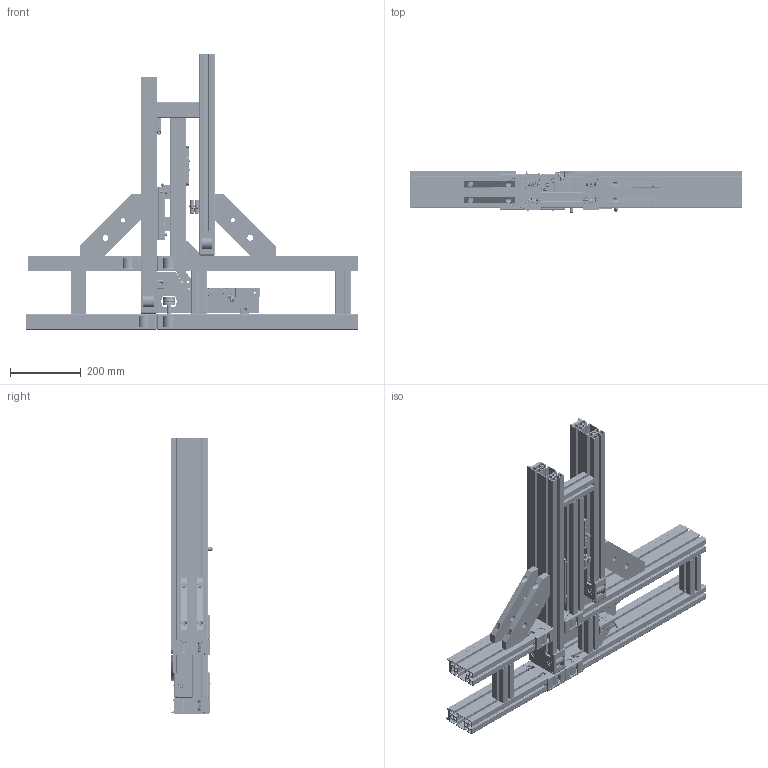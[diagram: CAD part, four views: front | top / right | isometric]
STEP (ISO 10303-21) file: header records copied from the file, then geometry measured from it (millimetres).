
FILE_DESCRIPTION(/* description */ ('TSG'),/* implementation_level */ '2;1');
FILE_NAME(/* name */ '43-0073-0FZ-01_Ausschleusung 200 links.step',/* time_stamp */ '2024-03-01T11:48:13+01:00',/* author */ ('MuellerJ'),/* organization */ ('MiniTec GmbH & Co.KG'),/* preprocessor_version */ 'ST-DEVELOPER v19.2',/* originating_system */ 'Autodesk Inventor 2023',/* authorisation */ '');
FILE_SCHEMA (('CONFIG_CONTROL_DESIGN'));
Products named in the file (100): 43-0073-0FZ.000; 20-1032-0FZ.001; 20-1032-0FZ.001_1; 43-1410-0FZ.006; 43-1410-0FZ.006_1; 20-1032-0FZ.001_2; 43-1410-0FZ.006_2; 20-1032-0FZ.001_3; 43-1410-0FZ.006_3; 43-1410-0FZ.006_4; 20-1033-0FZ.001; MTW_1-00215609; leer; 43-1101-0BG.002; 43-1101-1FZ.001; MTW_1-00207832; MTW_1-00101639; leer_1; 43-1104-0FZ.003; leer_2; leer_3; 43-1106-0FZ.001; leer_4; 43-1107-0FZ.001; leer_5; leer_6; leer_7; CAD-000000094-01; leer_8; 21-1351-2FZ.005; 21-1784-1FZ.000; leer_9; CAD-000000094-01_1; leer_10; 21-1134-1FZ.002; leer_11; CAD-000000094-01_2; 22-1004-1FZ.001; leer_12; MTW_1-00211216 ...
Assembly tree (182 placements, depth 3):
  43-0073-0FZ.000
    20-1032-0FZ.001
    20-1032-0FZ.001_1
    43-1410-0FZ.006
    43-1410-0FZ.006_1
    20-1033-0FZ.001  x2
    MTW_1-00215609  x5
      43-1101-1FZ.001
      MTW_1-00101639
      leer
      43-1104-0FZ.003
      leer_2
      leer_3
    20-1032-0FZ.001_3  x3
    20-1032-0FZ.001_2
    43-1410-0FZ.006_3  x2
    43-1410-0FZ.006_2
    CAD-000000094-01  x2
    43-1410-0FZ.006_4
    43-1101-0BG.002
      43-1101-1FZ.001  x2
      MTW_1-00207832
      MTW_1-00101639
      leer_1  x4
      43-1104-0FZ.003  x2
      leer_2  x2
      leer_3  x2
      43-1106-0FZ.001
      leer_4
      43-1107-0FZ.001
      leer_5  x3
      leer_6  x3
      leer_7
    leer_8  x4
      21-1351-2FZ.005
      21-1784-1FZ.000
      leer_9
    CAD-000000094-01_1
    leer_10
      21-1351-0FZ  x2
      21-1134-1FZ.002
      leer_11  x2
    CAD-000000094-01_2
    22-1004-1FZ.001
    leer_12  x2
    MTW_1-00211216
      FK-00310224
      FK-00308766  x3
      FK-00310112  x2
      540897 VMPA-HBT-B---(HHB)  x2
    21-1351-0FZ.004  x2
    leer_13  x2
    21-1351-2FZ.005_2  x4
    leer_14  x2
    leer_15
      leer_16
      leer_17
      leer_18  x2
    21-1351-2FZ.005_1  x2
    717035-010-00.007-00
Bounding box: 940 x 119.9 x 780 mm (x, y, z)
Volume: 7481360.1 mm3; surface area: 4207491.1 mm2
Topology: 247 solids, 273 shells, 9731 faces, 26059 edges, 17327 vertices
Faces by surface type: plane 5184, cylinder 2931, cone 688, torus 682, sphere 212, bspline 34
Full cylindrical faces by diameter (mm): 1 x6, 1.6 x4, 1.8 x2, 2 x3, 2.459 x10, 2.46 x2, 2.9 x2, 3 x20, 3.2 x8, 3.242 x13, 3.333 x4, 3.4 x12, 3.5 x19, 3.6 x2, 3.8 x4, 3.9 x2, 4 x26, 4.134 x44, 4.3 x8, 4.5 x6, 4.917 x7, 5 x51, 5.2 x2, 5.3 x1, 5.5 x32, 5.8 x5, 6 x53, 6.4 x2, 6.5 x10, 6.58 x3
Entity records: 138958 total; most frequent: CARTESIAN_POINT 26347, DIRECTION 22811, ORIENTED_EDGE 22252, EDGE_CURVE 11126, AXIS2_PLACEMENT_3D 7882, VERTEX_POINT 7387, LINE 7047, VECTOR 7047
